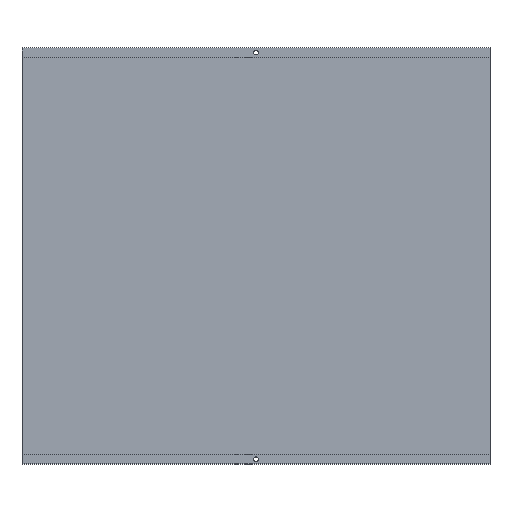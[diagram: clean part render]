
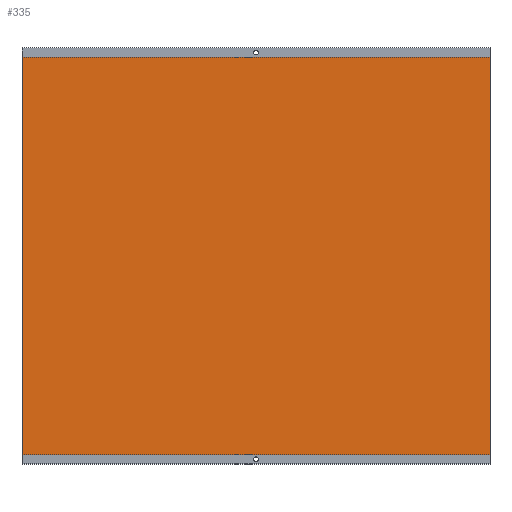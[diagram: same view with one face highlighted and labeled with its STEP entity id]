
A CAD part, top view. The second image highlights one B-rep face of the part: STEP entity #335.
In plain terms, the highlighted planar face has unit normal (0, 0, 1).
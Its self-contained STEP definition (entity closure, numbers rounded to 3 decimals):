
#35=PLANE('',#369);
#55=FACE_OUTER_BOUND('',#83,.T.);
#83=EDGE_LOOP('',(#303,#304,#305,#306));
#95=LINE('',#519,#125);
#106=LINE('',#541,#136);
#108=LINE('',#545,#138);
#114=LINE('',#556,#144);
#125=VECTOR('',#429,10.);
#136=VECTOR('',#448,10.);
#138=VECTOR('',#452,10.);
#144=VECTOR('',#464,10.);
#173=VERTEX_POINT('',#516);
#174=VERTEX_POINT('',#518);
#181=VERTEX_POINT('',#540);
#182=VERTEX_POINT('',#544);
#207=EDGE_CURVE('',#174,#173,#95,.T.);
#218=EDGE_CURVE('',#174,#181,#106,.T.);
#220=EDGE_CURVE('',#182,#181,#108,.T.);
#226=EDGE_CURVE('',#182,#173,#114,.T.);
#303=ORIENTED_EDGE('',*,*,#207,.T.);
#304=ORIENTED_EDGE('',*,*,#226,.F.);
#305=ORIENTED_EDGE('',*,*,#220,.T.);
#306=ORIENTED_EDGE('',*,*,#218,.F.);
#335=ADVANCED_FACE('',(#55),#35,.F.);
#369=AXIS2_PLACEMENT_3D('',#555,#462,#463);
#429=DIRECTION('',(0.,1.,0.));
#448=DIRECTION('',(-1.,0.,0.));
#452=DIRECTION('',(0.,-1.,0.));
#462=DIRECTION('center_axis',(0.,0.,-1.));
#463=DIRECTION('ref_axis',(1.,0.,0.));
#464=DIRECTION('',(1.,0.,0.));
#516=CARTESIAN_POINT('',(315.693,-41.013,-10.));
#518=CARTESIAN_POINT('',(315.693,-167.575,-10.));
#519=CARTESIAN_POINT('',(315.693,-71.153,-10.));
#540=CARTESIAN_POINT('',(166.6,-167.575,-10.));
#541=CARTESIAN_POINT('',(130.823,-167.575,-10.));
#544=CARTESIAN_POINT('',(166.6,-41.013,-10.));
#545=CARTESIAN_POINT('',(166.6,-137.434,-10.));
#555=CARTESIAN_POINT('Origin',(241.146,-104.294,-10.));
#556=CARTESIAN_POINT('',(351.469,-41.013,-10.));
